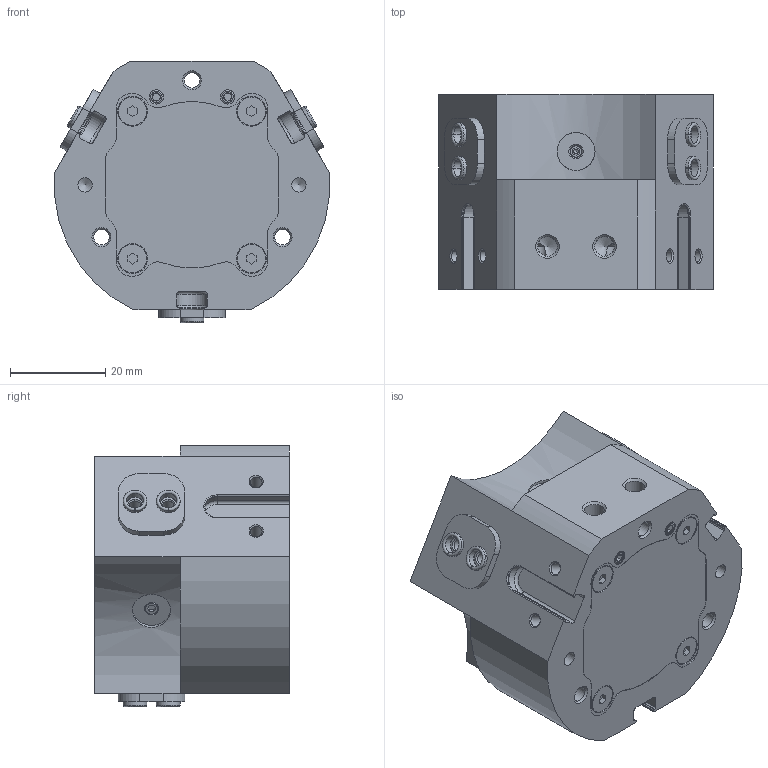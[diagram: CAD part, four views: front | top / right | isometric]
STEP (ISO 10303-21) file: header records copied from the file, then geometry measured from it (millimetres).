
FILE_DESCRIPTION(/* description */ ('STEP AP214'),/* implementation_level */ '2;1');
FILE_NAME(/* name */ '1163037_HGDD-35-A',/* time_stamp */ '2024-08-29T04:50:40+02:00',/* author */ ('License CC BY-ND 4.0'),/* organization */ ('CADENAS'),/* preprocessor_version */ 'ST-DEVELOPER v19.3',/* originating_system */ 'PARTsolutions',/* authorisation */ ' ');
FILE_SCHEMA (('AUTOMOTIVE_DESIGN {1 0 10303 214 3 1 1}'));
Length unit declared in the file: millimetre
Products named in the file (6): 1163037 HGDD-35-A---(0); 1163037 HGDD-35-A (g)---(0); 1131106 (f); DIN-913 - M3x3; 1163037 HGDD-35-A (b); 8146543 ZBH-5-B
Assembly tree (13 placements, depth 2):
  1163037 HGDD-35-A---(0)
    1163037 HGDD-35-A (g)---(0)
    1131106 (f)
    DIN-913 - M3x3  x2
    1163037 HGDD-35-A (b)  x3
    8146543 ZBH-5-B  x6
Bounding box: 57.78 x 41 x 55 mm (x, y, z)
Volume: 85248.8 mm3; surface area: 22388.2 mm2
Topology: 13 solids, 13 shells, 436 faces, 1021 edges, 644 vertices
Faces by surface type: plane 204, cylinder 147, cone 61, torus 24
Full cylindrical faces by diameter (mm): 1 x1, 2.459 x15, 3 x6, 3.1 x2, 3.242 x3, 3.3 x3, 4.134 x2, 5 x6, 5.9 x3, 6 x4, 6.3 x4, 8 x2, 32 x1
Entity records: 9417 total; most frequent: DIRECTION 1656, CARTESIAN_POINT 1639, ORIENTED_EDGE 1398, EDGE_CURVE 699, AXIS2_PLACEMENT_3D 627, VERTEX_POINT 496, FACE_BOUND 471, EDGE_LOOP 456
